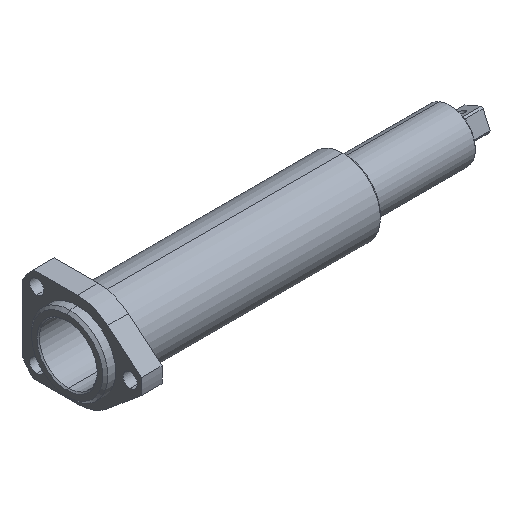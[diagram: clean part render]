
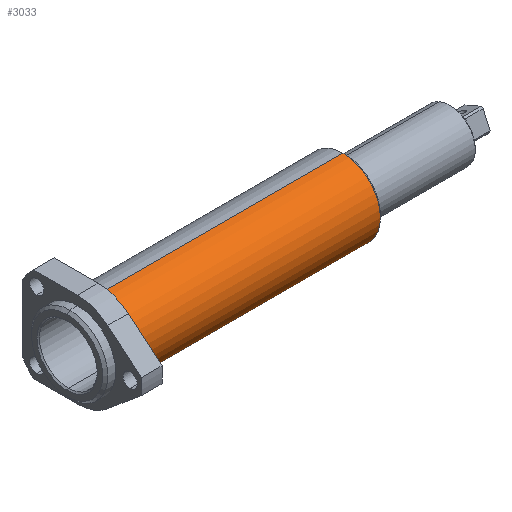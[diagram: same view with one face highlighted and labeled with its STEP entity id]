
A CAD part, isometric view. The second image highlights one B-rep face of the part: STEP entity #3033.
In plain terms, the highlighted cylindrical face has radius 23.019 mm (diameter 46.038 mm), a partial arc.
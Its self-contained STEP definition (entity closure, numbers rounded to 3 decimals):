
#81 = DIRECTION ( 'NONE',  ( 0., 0., -1. ) ) ;
#186 = CARTESIAN_POINT ( 'NONE',  ( 12.7, 0., 23.019 ) ) ;
#522 = CIRCLE ( 'NONE', #3981, 23.019 ) ;
#535 = ORIENTED_EDGE ( 'NONE', *, *, #2856, .T. ) ;
#590 = AXIS2_PLACEMENT_3D ( 'NONE', #3824, #1650, #4198 ) ;
#786 = CARTESIAN_POINT ( 'NONE',  ( 14.224, 0., 23.019 ) ) ;
#812 = DIRECTION ( 'NONE',  ( 1., 0., 0. ) ) ;
#845 = CARTESIAN_POINT ( 'NONE',  ( 12.7, 0., -23.019 ) ) ;
#1031 = EDGE_CURVE ( 'NONE', #2565, #2050, #3688, .T. ) ;
#1042 = EDGE_CURVE ( 'NONE', #2565, #2454, #1753, .T. ) ;
#1174 = CARTESIAN_POINT ( 'NONE',  ( 12.7, 0., 0. ) ) ;
#1304 = EDGE_CURVE ( 'NONE', #2050, #1903, #2316, .T. ) ;
#1452 = VECTOR ( 'NONE', #3414, 1000. ) ;
#1650 = DIRECTION ( 'NONE',  ( 1., 0., 0. ) ) ;
#1753 = LINE ( 'NONE', #186, #2372 ) ;
#1839 = DIRECTION ( 'NONE',  ( -1., 0., 0. ) ) ;
#1903 = VERTEX_POINT ( 'NONE', #4199 ) ;
#2050 = VERTEX_POINT ( 'NONE', #3378 ) ;
#2191 = AXIS2_PLACEMENT_3D ( 'NONE', #1174, #812, #81 ) ;
#2316 = LINE ( 'NONE', #845, #1452 ) ;
#2372 = VECTOR ( 'NONE', #3116, 1000. ) ;
#2454 = VERTEX_POINT ( 'NONE', #3655 ) ;
#2565 = VERTEX_POINT ( 'NONE', #786 ) ;
#2718 = ORIENTED_EDGE ( 'NONE', *, *, #1042, .F. ) ;
#2754 = CYLINDRICAL_SURFACE ( 'NONE', #2191, 23.019 ) ;
#2785 = EDGE_LOOP ( 'NONE', ( #2718, #3455, #3482, #535 ) ) ;
#2856 = EDGE_CURVE ( 'NONE', #1903, #2454, #522, .T. ) ;
#2872 = FACE_OUTER_BOUND ( 'NONE', #2785, .T. ) ;
#3033 = ADVANCED_FACE ( 'NONE', ( #2872 ), #2754, .T. ) ;
#3116 = DIRECTION ( 'NONE',  ( 1., 0., 0. ) ) ;
#3378 = CARTESIAN_POINT ( 'NONE',  ( 14.224, 0., -23.019 ) ) ;
#3414 = DIRECTION ( 'NONE',  ( 1., 0., 0. ) ) ;
#3455 = ORIENTED_EDGE ( 'NONE', *, *, #1031, .T. ) ;
#3482 = ORIENTED_EDGE ( 'NONE', *, *, #1304, .T. ) ;
#3655 = CARTESIAN_POINT ( 'NONE',  ( 163.513, 0., 23.019 ) ) ;
#3688 = CIRCLE ( 'NONE', #590, 23.019 ) ;
#3824 = CARTESIAN_POINT ( 'NONE',  ( 14.224, 0., 0. ) ) ;
#3981 = AXIS2_PLACEMENT_3D ( 'NONE', #4012, #1839, #4392 ) ;
#4012 = CARTESIAN_POINT ( 'NONE',  ( 163.513, 0., 0. ) ) ;
#4198 = DIRECTION ( 'NONE',  ( 0., 0., -1. ) ) ;
#4199 = CARTESIAN_POINT ( 'NONE',  ( 163.513, 0., -23.019 ) ) ;
#4392 = DIRECTION ( 'NONE',  ( 0., 0., -1. ) ) ;
